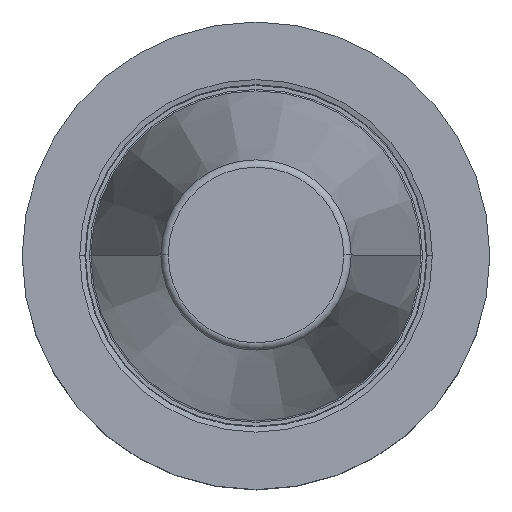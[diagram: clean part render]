
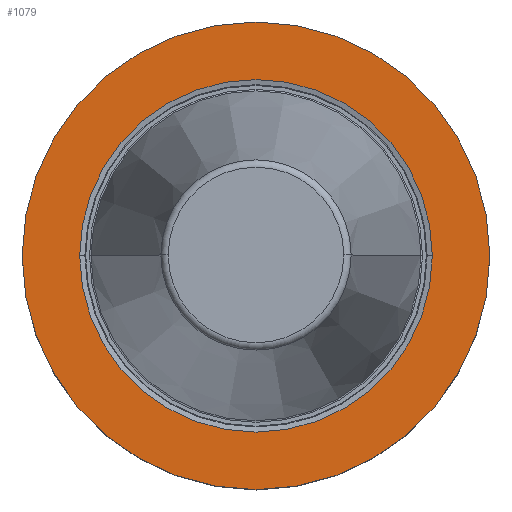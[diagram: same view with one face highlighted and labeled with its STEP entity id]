
A CAD part, top view. The second image highlights one B-rep face of the part: STEP entity #1079.
In plain terms, the highlighted planar face has unit normal (0, 0, 1).
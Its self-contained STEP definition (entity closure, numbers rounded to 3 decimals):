
#112=CARTESIAN_POINT('',(0.,0.,-2.));
#113=DIRECTION('',(0.,0.,-1.));
#114=DIRECTION('',(1.,0.,0.));
#115=AXIS2_PLACEMENT_3D('',#112,#113,#114);
#120=CARTESIAN_POINT('',(0.,0.,-2.));
#121=DIRECTION('',(0.,0.,1.));
#122=DIRECTION('',(1.,0.,0.));
#123=AXIS2_PLACEMENT_3D('',#120,#121,#122);
#128=CARTESIAN_POINT('',(0.,0.,-2.));
#129=DIRECTION('',(0.,0.,1.));
#130=DIRECTION('',(1.,0.,0.));
#131=AXIS2_PLACEMENT_3D('',#128,#129,#130);
#136=CARTESIAN_POINT('',(0.,0.,-2.));
#137=DIRECTION('',(0.,0.,1.));
#138=DIRECTION('',(-1.,0.,0.));
#139=AXIS2_PLACEMENT_3D('',#136,#137,#138);
#904=CARTESIAN_POINT('',(31.5,0.,-2.));
#905=CARTESIAN_POINT('',(-31.5,0.,-2.));
#906=VERTEX_POINT('',#904);
#907=VERTEX_POINT('',#905);
#966=CARTESIAN_POINT('',(23.746,0.,-2.));
#967=VERTEX_POINT('',#966);
#970=CARTESIAN_POINT('',(-23.746,0.,-2.));
#971=VERTEX_POINT('',#970);
#1064=CARTESIAN_POINT('',(0.,0.,-2.));
#1065=DIRECTION('',(0.,0.,-1.));
#1066=DIRECTION('',(-1.,0.,0.));
#1067=AXIS2_PLACEMENT_3D('',#1064,#1065,#1066);
#1068=PLANE('',#1067);
#1069=ORIENTED_EDGE('',*,*,#985,.T.);
#1070=ORIENTED_EDGE('',*,*,#1044,.F.);
#1071=EDGE_LOOP('',(#1069,#1070));
#1072=FACE_OUTER_BOUND('',#1071,.F.);
#1074=ORIENTED_EDGE('',*,*,#1073,.T.);
#1076=ORIENTED_EDGE('',*,*,#1075,.T.);
#1077=EDGE_LOOP('',(#1074,#1076));
#1078=FACE_BOUND('',#1077,.F.);
#1079=ADVANCED_FACE('',(#1072,#1078),#1068,.F.);
#116=CIRCLE('',#115,31.5);
#124=CIRCLE('',#123,31.5);
#132=CIRCLE('',#131,23.746);
#140=CIRCLE('',#139,23.746);
#985=EDGE_CURVE('',#906,#907,#116,.T.);
#1044=EDGE_CURVE('',#906,#907,#124,.T.);
#1073=EDGE_CURVE('',#967,#971,#132,.T.);
#1075=EDGE_CURVE('',#971,#967,#140,.T.);
